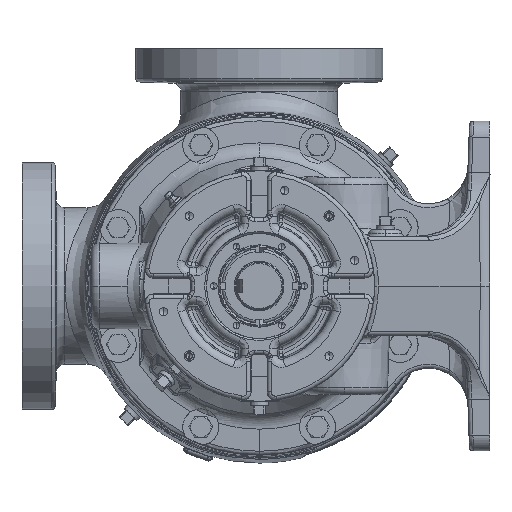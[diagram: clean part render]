
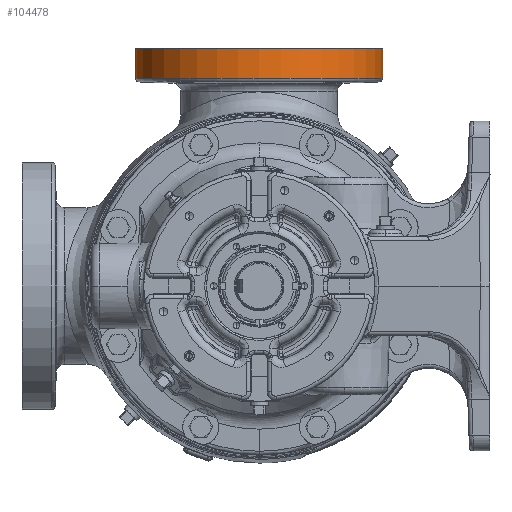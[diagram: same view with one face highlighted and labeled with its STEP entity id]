
A CAD part, left-side view. The second image highlights one B-rep face of the part: STEP entity #104478.
In plain terms, the highlighted cylindrical face has radius 95.25 mm (diameter 190.5 mm), a partial arc.
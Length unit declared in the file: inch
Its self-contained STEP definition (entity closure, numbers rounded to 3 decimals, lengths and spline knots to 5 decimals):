
#3189 = VERTEX_POINT ( 'NONE', #70382 ) ;
#7039 = CARTESIAN_POINT ( 'NONE',  ( 4.515, 0., 7.19 ) ) ;
#9811 = DIRECTION ( 'NONE',  ( 0., -1., 0. ) ) ;
#14316 = VERTEX_POINT ( 'NONE', #42478 ) ;
#22475 = VERTEX_POINT ( 'NONE', #120529 ) ;
#23043 = AXIS2_PLACEMENT_3D ( 'NONE', #7039, #180279, #9811 ) ;
#24984 = ORIENTED_EDGE ( 'NONE', *, *, #93782, .T. ) ;
#27608 = LINE ( 'NONE', #43461, #62502 ) ;
#28470 = DIRECTION ( 'NONE',  ( 0., 1., 0. ) ) ;
#32003 = DIRECTION ( 'NONE',  ( 0., 0., 1. ) ) ;
#40925 = CYLINDRICAL_SURFACE ( 'NONE', #129221, 3.75 ) ;
#42478 = CARTESIAN_POINT ( 'NONE',  ( 4.515, -3.75, 6.30588 ) ) ;
#42537 = DIRECTION ( 'NONE',  ( 0., 0., 1. ) ) ;
#43068 = VECTOR ( 'NONE', #32003, 39.37008 ) ;
#43461 = CARTESIAN_POINT ( 'NONE',  ( 4.515, 3.75, 7.44095 ) ) ;
#47560 = EDGE_CURVE ( 'NONE', #3189, #22475, #175587, .T. ) ;
#50763 = ORIENTED_EDGE ( 'NONE', *, *, #109966, .T. ) ;
#62502 = VECTOR ( 'NONE', #42537, 39.37008 ) ;
#70382 = CARTESIAN_POINT ( 'NONE',  ( 4.515, -3.75, 7.19 ) ) ;
#82164 = DIRECTION ( 'NONE',  ( 0., -1., 0. ) ) ;
#93782 = EDGE_CURVE ( 'NONE', #14316, #3189, #174360, .T. ) ;
#96205 = DIRECTION ( 'NONE',  ( 0., 0., 1. ) ) ;
#103144 = CARTESIAN_POINT ( 'NONE',  ( 4.515, -3.75, 7.44095 ) ) ;
#104478 = ADVANCED_FACE ( 'Defeatured_0_544', ( #138382 ), #40925, .T. ) ;
#107660 = ORIENTED_EDGE ( 'NONE', *, *, #47560, .T. ) ;
#109966 = EDGE_CURVE ( 'NONE', #182707, #14316, #143361, .T. ) ;
#111836 = CARTESIAN_POINT ( 'NONE',  ( 4.515, 0., 6.30588 ) ) ;
#113688 = DIRECTION ( 'NONE',  ( 0., 0., 1. ) ) ;
#113966 = CARTESIAN_POINT ( 'NONE',  ( 4.515, 0., 7.44095 ) ) ;
#118067 = ORIENTED_EDGE ( 'NONE', *, *, #165175, .F. ) ;
#119466 = AXIS2_PLACEMENT_3D ( 'NONE', #111836, #113688, #28470 ) ;
#120529 = CARTESIAN_POINT ( 'NONE',  ( 4.515, 3.75, 7.19 ) ) ;
#129221 = AXIS2_PLACEMENT_3D ( 'NONE', #113966, #96205, #82164 ) ;
#131599 = EDGE_LOOP ( 'NONE', ( #118067, #50763, #24984, #107660 ) ) ;
#138382 = FACE_OUTER_BOUND ( 'NONE', #131599, .T. ) ;
#143361 = CIRCLE ( 'NONE', #119466, 3.75 ) ;
#165175 = EDGE_CURVE ( 'NONE', #182707, #22475, #27608, .T. ) ;
#174360 = LINE ( 'NONE', #103144, #43068 ) ;
#175587 = CIRCLE ( 'NONE', #23043, 3.75 ) ;
#177704 = CARTESIAN_POINT ( 'NONE',  ( 4.515, 3.75, 6.30588 ) ) ;
#180279 = DIRECTION ( 'NONE',  ( 0., 0., -1. ) ) ;
#182707 = VERTEX_POINT ( 'NONE', #177704 ) ;
